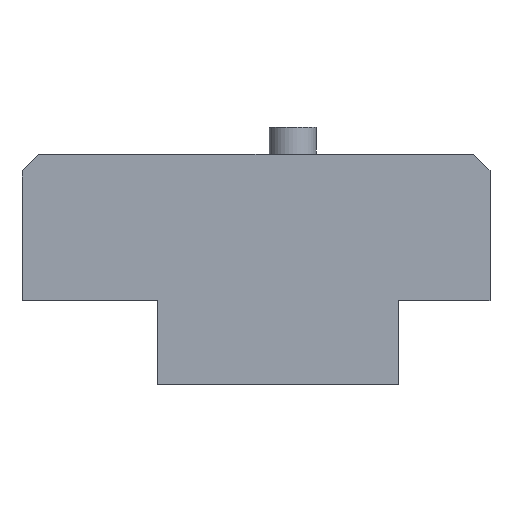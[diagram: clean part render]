
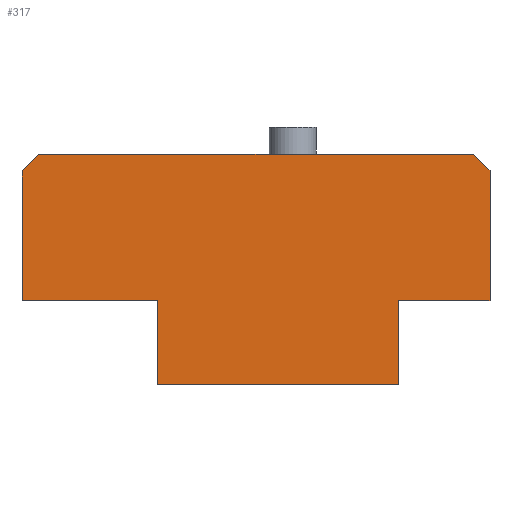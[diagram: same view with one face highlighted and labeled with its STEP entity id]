
A CAD part, top view. The second image highlights one B-rep face of the part: STEP entity #317.
In plain terms, the highlighted planar face has unit normal (0, 0, 1).
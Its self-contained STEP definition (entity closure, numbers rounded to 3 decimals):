
#45=DIRECTION('',(0.,-1.,0.));
#46=VECTOR('',#45,14.92);
#47=CARTESIAN_POINT('',(-17.496,-25.544,18.));
#48=LINE('',#47,#46);
#49=DIRECTION('',(1.,0.,0.));
#50=VECTOR('',#49,16.184);
#51=CARTESIAN_POINT('',(25.316,-25.544,18.));
#52=LINE('',#51,#50);
#53=DIRECTION('',(0.,-1.,0.));
#54=VECTOR('',#53,14.92);
#55=CARTESIAN_POINT('',(25.316,-25.544,18.));
#56=LINE('',#55,#54);
#57=DIRECTION('',(1.,0.,0.));
#58=VECTOR('',#57,24.004);
#59=CARTESIAN_POINT('',(-41.5,-25.544,18.));
#60=LINE('',#59,#58);
#61=DIRECTION('',(0.,-1.,0.));
#62=VECTOR('',#61,23.);
#63=CARTESIAN_POINT('',(-41.5,-2.544,18.));
#64=LINE('',#63,#62);
#65=DIRECTION('',(-0.707,-0.707,0.));
#66=VECTOR('',#65,4.243);
#67=CARTESIAN_POINT('',(-38.5,0.457,18.));
#68=LINE('',#67,#66);
#69=DIRECTION('',(-1.,0.,0.));
#70=VECTOR('',#69,77.);
#71=CARTESIAN_POINT('',(38.5,0.457,18.));
#72=LINE('',#71,#70);
#73=DIRECTION('',(-0.707,0.707,0.));
#74=VECTOR('',#73,4.243);
#75=CARTESIAN_POINT('',(41.5,-2.544,18.));
#76=LINE('',#75,#74);
#77=DIRECTION('',(0.,1.,0.));
#78=VECTOR('',#77,23.);
#79=CARTESIAN_POINT('',(41.5,-25.544,18.));
#80=LINE('',#79,#78);
#85=DIRECTION('',(-1.,0.,0.));
#86=VECTOR('',#85,42.812);
#87=CARTESIAN_POINT('',(25.316,-40.464,18.));
#88=LINE('',#87,#86);
#181=CARTESIAN_POINT('',(-38.5,0.457,18.));
#182=CARTESIAN_POINT('',(-41.5,-2.544,18.));
#183=VERTEX_POINT('',#181);
#184=VERTEX_POINT('',#182);
#185=CARTESIAN_POINT('',(-41.5,-25.544,18.));
#186=VERTEX_POINT('',#185);
#187=CARTESIAN_POINT('',(41.5,-25.544,18.));
#188=CARTESIAN_POINT('',(41.5,-2.544,18.));
#189=VERTEX_POINT('',#187);
#190=VERTEX_POINT('',#188);
#191=CARTESIAN_POINT('',(38.5,0.457,18.));
#192=VERTEX_POINT('',#191);
#205=CARTESIAN_POINT('',(25.316,-40.464,18.));
#206=CARTESIAN_POINT('',(-17.496,-40.464,18.));
#207=VERTEX_POINT('',#205);
#208=VERTEX_POINT('',#206);
#214=CARTESIAN_POINT('',(-17.496,-25.544,18.));
#216=VERTEX_POINT('',#214);
#218=CARTESIAN_POINT('',(25.316,-25.544,18.));
#220=VERTEX_POINT('',#218);
#293=CARTESIAN_POINT('',(0.,0.,18.));
#294=DIRECTION('',(0.,0.,1.));
#295=DIRECTION('',(1.,0.,0.));
#296=AXIS2_PLACEMENT_3D('',#293,#294,#295);
#297=PLANE('',#296);
#298=ORIENTED_EDGE('',*,*,#271,.F.);
#300=ORIENTED_EDGE('',*,*,#299,.T.);
#302=ORIENTED_EDGE('',*,*,#301,.T.);
#303=ORIENTED_EDGE('',*,*,#285,.F.);
#304=ORIENTED_EDGE('',*,*,#259,.F.);
#306=ORIENTED_EDGE('',*,*,#305,.F.);
#308=ORIENTED_EDGE('',*,*,#307,.F.);
#310=ORIENTED_EDGE('',*,*,#309,.F.);
#312=ORIENTED_EDGE('',*,*,#311,.F.);
#314=ORIENTED_EDGE('',*,*,#313,.F.);
#315=EDGE_LOOP('',(#298,#300,#302,#303,#304,#306,#308,#310,#312,#314));
#316=FACE_OUTER_BOUND('',#315,.F.);
#259=EDGE_CURVE('',#186,#216,#60,.T.);
#271=EDGE_CURVE('',#220,#189,#52,.T.);
#285=EDGE_CURVE('',#216,#208,#48,.T.);
#299=EDGE_CURVE('',#220,#207,#56,.T.);
#301=EDGE_CURVE('',#207,#208,#88,.T.);
#305=EDGE_CURVE('',#184,#186,#64,.T.);
#307=EDGE_CURVE('',#183,#184,#68,.T.);
#309=EDGE_CURVE('',#192,#183,#72,.T.);
#311=EDGE_CURVE('',#190,#192,#76,.T.);
#313=EDGE_CURVE('',#189,#190,#80,.T.);
#317=ADVANCED_FACE('',(#316),#297,.T.);
